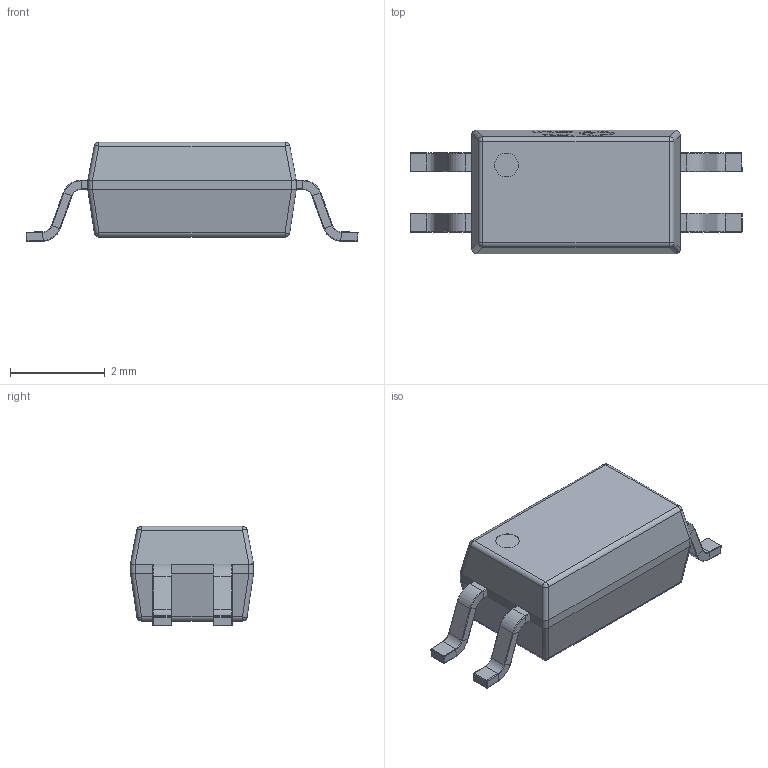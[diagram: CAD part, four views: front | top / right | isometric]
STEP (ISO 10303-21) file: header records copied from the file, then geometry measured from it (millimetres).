
FILE_DESCRIPTION (( 'STEP AP214' ), '1' );
FILE_NAME ('SOP-4_L4.4-W2.8-P1.27-LS7.0-TL.step', '2024-07-25T09:50:10', ( '' ), ( '' ), 'SwSTEP 2.0', 'SolidWorks 2021', '' );
FILE_SCHEMA (( 'AUTOMOTIVE_DESIGN' ));
Length unit declared in the file: millimetre
Products named in the file (1): SOP-4_L4.4-W2.8-P1.27-LS7.0-TL
Bounding box: 7.01 x 2.6 x 2.1 mm (x, y, z)
Volume: 21.6 mm3; surface area: 55.3 mm2
Topology: 18 solids, 18 shells, 484 faces, 1149 edges, 694 vertices
Faces by surface type: plane 220, cylinder 106, bspline 98, torus 32, sphere 28
Entity records: 19632 total; most frequent: CARTESIAN_POINT 3682, ORIENTED_EDGE 2266, DIRECTION 1915, EDGE_CURVE 1133, VERTEX_POINT 686, LINE 677, VECTOR 677, AXIS2_PLACEMENT_3D 619
